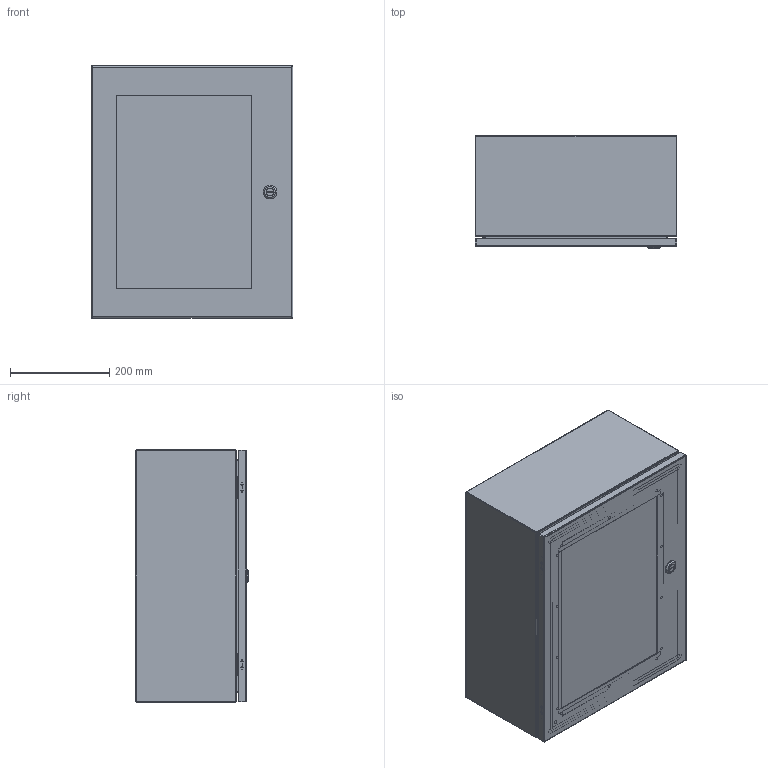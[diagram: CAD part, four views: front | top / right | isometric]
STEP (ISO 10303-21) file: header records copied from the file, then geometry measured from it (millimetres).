
FILE_DESCRIPTION (( 'STEP AP203' ), '1' );
FILE_NAME ('EN4SD20168WSS_Default.step', '2019-11-14T20:47:18', ( '' ), ( '' ), 'SwSTEP 2.0', 'SolidWorks 2019', '' );
FILE_SCHEMA (( 'CONFIG_CONTROL_DESIGN' ));
Length unit declared in the file: inch
Products named in the file (1): EN4SD20168WSS_Default
Bounding box: 406.4 x 228.14 x 508 mm (x, y, z)
Volume: 2040481.4 mm3; surface area: 1995823.3 mm2
Topology: 59 solids, 60 shells, 1220 faces, 2637 edges, 1572 vertices
Faces by surface type: plane 612, cylinder 368, cone 120, bspline 96, torus 24
Entity records: 36450 total; most frequent: CARTESIAN_POINT 10251, DIRECTION 5499, ORIENTED_EDGE 5250, EDGE_CURVE 2625, AXIS2_PLACEMENT_3D 2085, VERTEX_POINT 1572, EDGE_LOOP 1349, LINE 1329
